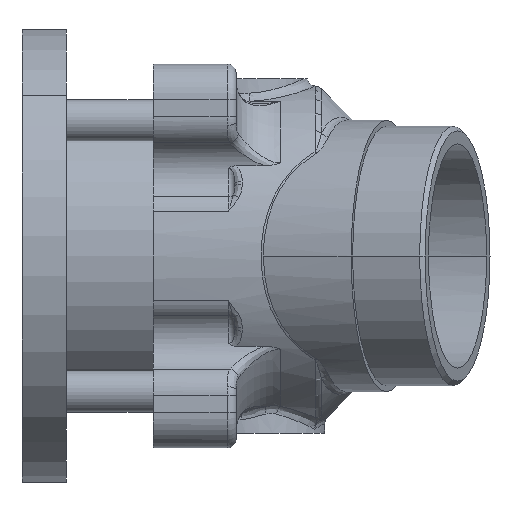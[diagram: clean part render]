
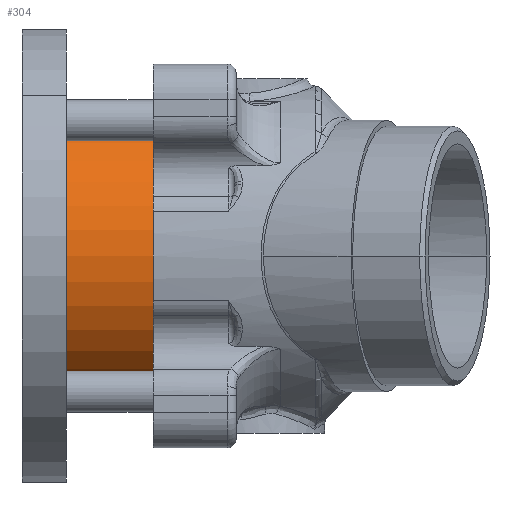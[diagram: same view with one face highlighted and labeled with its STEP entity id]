
A CAD part, front view. The second image highlights one B-rep face of the part: STEP entity #304.
In plain terms, the highlighted cylindrical face has radius 50 mm (diameter 100 mm), a partial arc.
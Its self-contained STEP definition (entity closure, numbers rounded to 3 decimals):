
#304 = ADVANCED_FACE ( 'NONE', ( #32374 ), #32375, .T. ) ;
#1578 = AXIS2_PLACEMENT_3D ( 'NONE', #29712, #29713, #29714 ) ;
#9150 = LINE ( 'NONE', #29687, #9151 ) ;
#9151 = VECTOR ( 'NONE', #29688, 1000. ) ;
#9167 = CIRCLE ( 'NONE', #1578, 50. ) ;
#9175 = LINE ( 'NONE', #29752, #9181 ) ;
#9181 = VECTOR ( 'NONE', #29753, 1000. ) ;
#9206 = CIRCLE ( 'NONE', #32476, 50. ) ;
#12259 = CARTESIAN_POINT ( 'NONE',  ( -39.5, 0., -50. ) ) ;
#12265 = CARTESIAN_POINT ( 'NONE',  ( -39.5, 0., 50. ) ) ;
#12271 = CARTESIAN_POINT ( 'NONE',  ( -0.5, 0., -50. ) ) ;
#12281 = CARTESIAN_POINT ( 'NONE',  ( -0.5, 0., 50. ) ) ;
#19304 = EDGE_CURVE ( 'NONE', #22027, #22040, #9150, .T. ) ;
#19314 = EDGE_CURVE ( 'NONE', #22036, #22027, #9167, .T. ) ;
#19329 = EDGE_CURVE ( 'NONE', #22036, #22048, #9175, .T. ) ;
#19343 = EDGE_CURVE ( 'NONE', #22040, #22048, #9206, .T. ) ;
#20565 = AXIS2_PLACEMENT_3D ( 'NONE', #32323, #32360, #32359 ) ;
#22027 = VERTEX_POINT ( 'NONE', #12259 ) ;
#22036 = VERTEX_POINT ( 'NONE', #12265 ) ;
#22040 = VERTEX_POINT ( 'NONE', #12271 ) ;
#22048 = VERTEX_POINT ( 'NONE', #12281 ) ;
#22792 = ORIENTED_EDGE ( 'NONE', *, *, #19329, .F. ) ;
#22799 = ORIENTED_EDGE ( 'NONE', *, *, #19304, .T. ) ;
#22809 = ORIENTED_EDGE ( 'NONE', *, *, #19314, .T. ) ;
#22812 = ORIENTED_EDGE ( 'NONE', *, *, #19343, .T. ) ;
#29687 = CARTESIAN_POINT ( 'NONE',  ( -40., 0., -50. ) ) ;
#29688 = DIRECTION ( 'NONE',  ( 1., 0., 0. ) ) ;
#29712 = CARTESIAN_POINT ( 'NONE',  ( -39.5, 0., 0. ) ) ;
#29713 = DIRECTION ( 'NONE',  ( 1., 0., 0. ) ) ;
#29714 = DIRECTION ( 'NONE',  ( 0., 0., -1. ) ) ;
#29752 = CARTESIAN_POINT ( 'NONE',  ( -40., 0., 50. ) ) ;
#29753 = DIRECTION ( 'NONE',  ( 1., 0., 0. ) ) ;
#29788 = CARTESIAN_POINT ( 'NONE',  ( -0.5, 0., 0. ) ) ;
#29790 = DIRECTION ( 'NONE',  ( -1., 0., 0. ) ) ;
#29791 = DIRECTION ( 'NONE',  ( 0., 0., -1. ) ) ;
#32323 = CARTESIAN_POINT ( 'NONE',  ( -40., 0., 0. ) ) ;
#32359 = DIRECTION ( 'NONE',  ( 0., 0., -1. ) ) ;
#32360 = DIRECTION ( 'NONE',  ( 1., 0., 0. ) ) ;
#32374 = FACE_OUTER_BOUND ( 'NONE', #34351, .T. ) ;
#32375 = CYLINDRICAL_SURFACE ( 'NONE', #20565, 50. ) ;
#32476 = AXIS2_PLACEMENT_3D ( 'NONE', #29788, #29790, #29791 ) ;
#34351 = EDGE_LOOP ( 'NONE', ( #22792, #22809, #22799, #22812 ) ) ;
